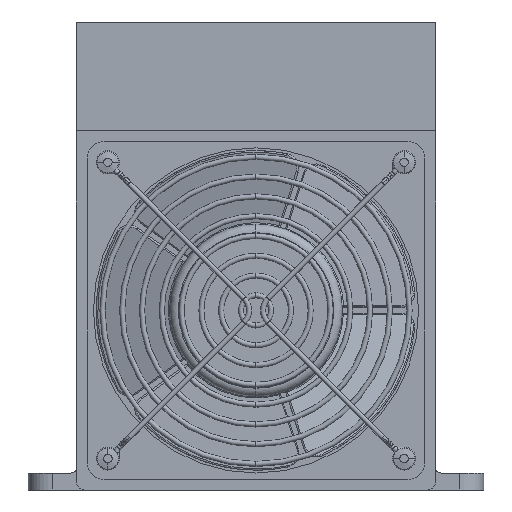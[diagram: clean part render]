
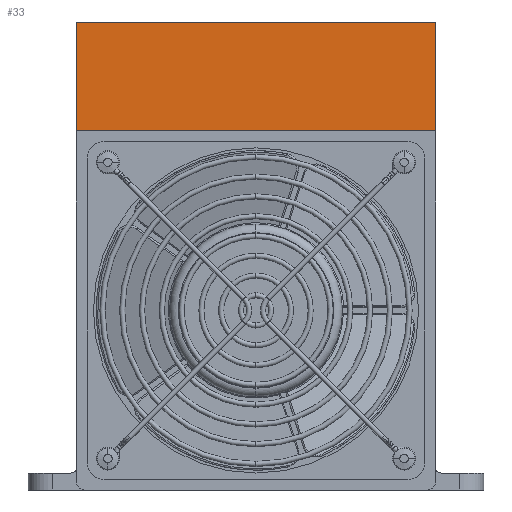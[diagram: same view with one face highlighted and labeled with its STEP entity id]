
A CAD part, front view. The second image highlights one B-rep face of the part: STEP entity #33.
In plain terms, the highlighted planar face has unit normal (0, -1, 0).
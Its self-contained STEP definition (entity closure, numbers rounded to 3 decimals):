
#33 = ADVANCED_FACE ( 'NONE', ( #17949 ), #28724, .F. ) ;
#313 = CARTESIAN_POINT ( 'NONE',  ( 17., -19., 165.5 ) ) ;
#340 = ORIENTED_EDGE ( 'NONE', *, *, #13738, .T. ) ;
#502 = ORIENTED_EDGE ( 'NONE', *, *, #28847, .T. ) ;
#1082 = CARTESIAN_POINT ( 'NONE',  ( 144., -19., 165.5 ) ) ;
#3520 = CARTESIAN_POINT ( 'NONE',  ( 144., -19., 127. ) ) ;
#4796 = LINE ( 'NONE', #17032, #17763 ) ;
#4822 = VECTOR ( 'NONE', #23508, 1000. ) ;
#6391 = DIRECTION ( 'NONE',  ( 1., 0., 0. ) ) ;
#6574 = AXIS2_PLACEMENT_3D ( 'NONE', #14818, #22119, #18487 ) ;
#6816 = LINE ( 'NONE', #30251, #12890 ) ;
#9234 = CARTESIAN_POINT ( 'NONE',  ( 17., -19., 165.5 ) ) ;
#9337 = DIRECTION ( 'NONE',  ( 0., 0., 1. ) ) ;
#9629 = DIRECTION ( 'NONE',  ( -1., 0., 0. ) ) ;
#9979 = VERTEX_POINT ( 'NONE', #9234 ) ;
#11976 = VERTEX_POINT ( 'NONE', #1082 ) ;
#12890 = VECTOR ( 'NONE', #9629, 1000. ) ;
#13153 = ORIENTED_EDGE ( 'NONE', *, *, #30746, .T. ) ;
#13738 = EDGE_CURVE ( 'NONE', #28799, #18054, #4796, .T. ) ;
#14818 = CARTESIAN_POINT ( 'NONE',  ( 0., -19., 0. ) ) ;
#15238 = EDGE_LOOP ( 'NONE', ( #502, #23246, #13153, #340 ) ) ;
#17032 = CARTESIAN_POINT ( 'NONE',  ( 144., -19., 127. ) ) ;
#17763 = VECTOR ( 'NONE', #6391, 1000. ) ;
#17949 = FACE_OUTER_BOUND ( 'NONE', #15238, .T. ) ;
#18054 = VERTEX_POINT ( 'NONE', #3520 ) ;
#18487 = DIRECTION ( 'NONE',  ( 0., 0., 1. ) ) ;
#21967 = CARTESIAN_POINT ( 'NONE',  ( 17., -19., 127. ) ) ;
#22119 = DIRECTION ( 'NONE',  ( 0., 1., 0. ) ) ;
#23246 = ORIENTED_EDGE ( 'NONE', *, *, #31419, .T. ) ;
#23508 = DIRECTION ( 'NONE',  ( 0., 0., -1. ) ) ;
#25871 = LINE ( 'NONE', #27387, #32758 ) ;
#27387 = CARTESIAN_POINT ( 'NONE',  ( 144., -19., 165.5 ) ) ;
#28724 = PLANE ( 'NONE',  #6574 ) ;
#28799 = VERTEX_POINT ( 'NONE', #21967 ) ;
#28847 = EDGE_CURVE ( 'NONE', #18054, #11976, #25871, .T. ) ;
#30251 = CARTESIAN_POINT ( 'NONE',  ( 144., -19., 165.5 ) ) ;
#30746 = EDGE_CURVE ( 'NONE', #9979, #28799, #31470, .T. ) ;
#31419 = EDGE_CURVE ( 'NONE', #11976, #9979, #6816, .T. ) ;
#31470 = LINE ( 'NONE', #313, #4822 ) ;
#32758 = VECTOR ( 'NONE', #9337, 1000. ) ;
